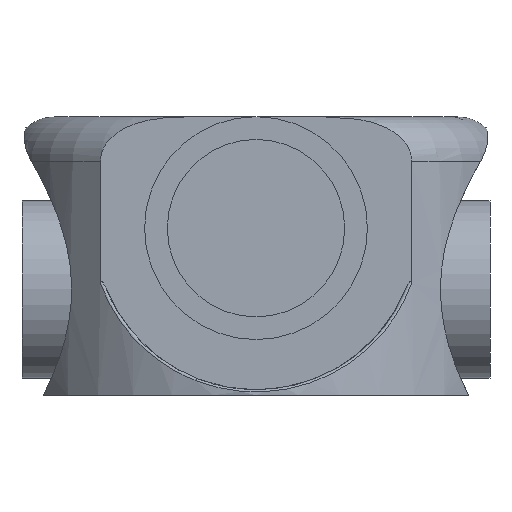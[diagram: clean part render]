
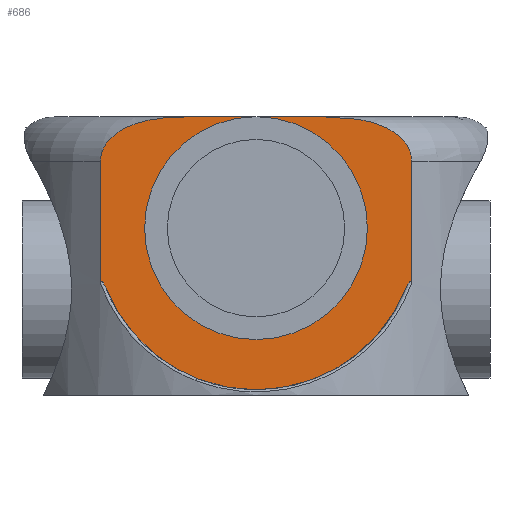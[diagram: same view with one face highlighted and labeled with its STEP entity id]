
A CAD part, front view. The second image highlights one B-rep face of the part: STEP entity #686.
In plain terms, the highlighted planar face has unit normal (0, -1, 0).
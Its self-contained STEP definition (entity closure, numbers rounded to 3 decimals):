
#50=LINE('',#1120,#75);
#51=LINE('',#1142,#76);
#56=LINE('',#1649,#81);
#57=LINE('',#1653,#82);
#75=VECTOR('',#820,10.);
#76=VECTOR('',#821,10.);
#81=VECTOR('',#874,10.);
#82=VECTOR('',#879,10.);
#97=PLANE('',#754);
#125=FACE_OUTER_BOUND('',#169,.T.);
#169=EDGE_LOOP('',(#556,#557,#558,#559,#560,#561,#562,#563,#564,#565,#566));
#215=CIRCLE('',#753,7.25);
#216=CIRCLE('',#755,5.);
#217=CIRCLE('',#756,5.);
#251=B_SPLINE_CURVE_WITH_KNOTS('',3,(#1177,#1178,#1179,#1180,#1181,#1182,
#1183,#1184,#1185,#1186,#1187,#1188),.UNSPECIFIED.,.F.,.F.,(4,2,2,2,2,4),
(0.743,0.777,0.814,0.912,
1.015,1.208),.UNSPECIFIED.);
#260=B_SPLINE_CURVE_WITH_KNOTS('',3,(#1324,#1325,#1326,#1327,#1328,#1329,
#1330,#1331,#1332,#1333,#1334,#1335),.UNSPECIFIED.,.F.,.F.,(4,2,2,2,2,4),
(1.763,1.957,2.059,2.157,2.194,
2.228),.UNSPECIFIED.);
#268=B_SPLINE_CURVE_WITH_KNOTS('',3,(#1544,#1545,#1546,#1547,#1548,#1549,
#1550,#1551,#1552,#1553,#1554,#1555,#1556,#1557,#1558,#1559,#1560,#1561,
#1562,#1563),.UNSPECIFIED.,.F.,.F.,(4,2,2,2,2,2,2,2,2,4),(0.,0.005,
0.007,0.008,0.008,0.009,
0.011,0.013,0.022,0.043),
 .UNSPECIFIED.);
#269=B_SPLINE_CURVE_WITH_KNOTS('',3,(#1614,#1615,#1616,#1617,#1618,#1619,
#1620,#1621,#1622,#1623,#1624,#1625,#1626,#1627,#1628,#1629,#1630,#1631),
 .UNSPECIFIED.,.F.,.F.,(4,2,2,2,2,2,2,2,4),(0.,0.034,0.042,
0.045,0.047,0.048,0.05,
0.053,0.063),.UNSPECIFIED.);
#298=VERTEX_POINT('',#1117);
#299=VERTEX_POINT('',#1119);
#301=VERTEX_POINT('',#1135);
#302=VERTEX_POINT('',#1141);
#304=VERTEX_POINT('',#1176);
#315=VERTEX_POINT('',#1322);
#322=VERTEX_POINT('',#1538);
#323=VERTEX_POINT('',#1613);
#324=VERTEX_POINT('',#1648);
#325=VERTEX_POINT('',#1650);
#369=EDGE_CURVE('',#298,#299,#50,.T.);
#372=EDGE_CURVE('',#301,#302,#51,.T.);
#377=EDGE_CURVE('',#302,#304,#251,.T.);
#395=EDGE_CURVE('',#315,#298,#260,.T.);
#408=EDGE_CURVE('',#322,#301,#268,.F.);
#409=EDGE_CURVE('',#299,#323,#269,.F.);
#411=EDGE_CURVE('',#322,#323,#215,.T.);
#412=EDGE_CURVE('',#324,#315,#56,.T.);
#413=EDGE_CURVE('',#324,#325,#216,.T.);
#414=EDGE_CURVE('',#325,#324,#217,.T.);
#415=EDGE_CURVE('',#304,#324,#57,.T.);
#556=ORIENTED_EDGE('',*,*,#411,.T.);
#557=ORIENTED_EDGE('',*,*,#409,.F.);
#558=ORIENTED_EDGE('',*,*,#369,.F.);
#559=ORIENTED_EDGE('',*,*,#395,.F.);
#560=ORIENTED_EDGE('',*,*,#412,.F.);
#561=ORIENTED_EDGE('',*,*,#413,.T.);
#562=ORIENTED_EDGE('',*,*,#414,.T.);
#563=ORIENTED_EDGE('',*,*,#415,.F.);
#564=ORIENTED_EDGE('',*,*,#377,.F.);
#565=ORIENTED_EDGE('',*,*,#372,.F.);
#566=ORIENTED_EDGE('',*,*,#408,.F.);
#686=ADVANCED_FACE('',(#125),#97,.F.);
#753=AXIS2_PLACEMENT_3D('',#1646,#870,#871);
#754=AXIS2_PLACEMENT_3D('',#1647,#872,#873);
#755=AXIS2_PLACEMENT_3D('',#1651,#875,#876);
#756=AXIS2_PLACEMENT_3D('',#1652,#877,#878);
#820=DIRECTION('',(0.,0.,-1.));
#821=DIRECTION('',(0.,0.,1.));
#870=DIRECTION('center_axis',(0.,-1.,0.));
#871=DIRECTION('ref_axis',(-1.,0.,0.));
#872=DIRECTION('center_axis',(0.,1.,0.));
#873=DIRECTION('ref_axis',(0.,0.,1.));
#874=DIRECTION('',(1.,0.,0.));
#875=DIRECTION('center_axis',(0.,1.,0.));
#876=DIRECTION('ref_axis',(-1.,0.,0.));
#877=DIRECTION('center_axis',(0.,1.,0.));
#878=DIRECTION('ref_axis',(-1.,0.,0.));
#879=DIRECTION('',(1.,0.,0.));
#1117=CARTESIAN_POINT('',(-68.018,487.862,110.442));
#1119=CARTESIAN_POINT('',(-68.018,487.862,104.961));
#1120=CARTESIAN_POINT('',(-68.018,487.862,106.282));
#1135=CARTESIAN_POINT('',(-81.982,487.862,104.961));
#1141=CARTESIAN_POINT('',(-81.982,487.862,110.442));
#1142=CARTESIAN_POINT('',(-81.982,487.862,106.282));
#1176=CARTESIAN_POINT('',(-77.958,487.862,112.442));
#1177=CARTESIAN_POINT('Ctrl Pts',(-81.982,487.862,110.442));
#1178=CARTESIAN_POINT('Ctrl Pts',(-81.982,487.862,110.556));
#1179=CARTESIAN_POINT('Ctrl Pts',(-81.963,487.862,110.691));
#1180=CARTESIAN_POINT('Ctrl Pts',(-81.897,487.862,110.919));
#1181=CARTESIAN_POINT('Ctrl Pts',(-81.835,487.862,111.055));
#1182=CARTESIAN_POINT('Ctrl Pts',(-81.599,487.862,111.438));
#1183=CARTESIAN_POINT('Ctrl Pts',(-81.3,487.862,111.693));
#1184=CARTESIAN_POINT('Ctrl Pts',(-80.721,487.862,112.028));
#1185=CARTESIAN_POINT('Ctrl Pts',(-80.335,487.862,112.166));
#1186=CARTESIAN_POINT('Ctrl Pts',(-79.376,487.862,112.399));
#1187=CARTESIAN_POINT('Ctrl Pts',(-78.603,487.862,112.442));
#1188=CARTESIAN_POINT('Ctrl Pts',(-77.958,487.862,112.442));
#1322=CARTESIAN_POINT('',(-72.042,487.862,112.442));
#1324=CARTESIAN_POINT('Ctrl Pts',(-72.042,487.862,112.442));
#1325=CARTESIAN_POINT('Ctrl Pts',(-71.397,487.862,112.442));
#1326=CARTESIAN_POINT('Ctrl Pts',(-70.624,487.862,112.399));
#1327=CARTESIAN_POINT('Ctrl Pts',(-69.665,487.862,112.166));
#1328=CARTESIAN_POINT('Ctrl Pts',(-69.279,487.862,112.028));
#1329=CARTESIAN_POINT('Ctrl Pts',(-68.7,487.862,111.693));
#1330=CARTESIAN_POINT('Ctrl Pts',(-68.401,487.862,111.438));
#1331=CARTESIAN_POINT('Ctrl Pts',(-68.165,487.862,111.055));
#1332=CARTESIAN_POINT('Ctrl Pts',(-68.103,487.862,110.919));
#1333=CARTESIAN_POINT('Ctrl Pts',(-68.038,487.862,110.691));
#1334=CARTESIAN_POINT('Ctrl Pts',(-68.018,487.862,110.556));
#1335=CARTESIAN_POINT('Ctrl Pts',(-68.018,487.862,110.442));
#1538=CARTESIAN_POINT('',(-81.731,487.862,104.748));
#1544=CARTESIAN_POINT('Ctrl Pts',(-81.982,487.862,104.961));
#1545=CARTESIAN_POINT('Ctrl Pts',(-81.982,487.862,104.977));
#1546=CARTESIAN_POINT('Ctrl Pts',(-81.981,487.862,105.));
#1547=CARTESIAN_POINT('Ctrl Pts',(-81.973,487.862,105.026));
#1548=CARTESIAN_POINT('Ctrl Pts',(-81.97,487.862,105.034));
#1549=CARTESIAN_POINT('Ctrl Pts',(-81.963,487.862,105.044));
#1550=CARTESIAN_POINT('Ctrl Pts',(-81.96,487.862,105.047));
#1551=CARTESIAN_POINT('Ctrl Pts',(-81.953,487.862,105.051));
#1552=CARTESIAN_POINT('Ctrl Pts',(-81.95,487.862,105.053));
#1553=CARTESIAN_POINT('Ctrl Pts',(-81.943,487.862,105.054));
#1554=CARTESIAN_POINT('Ctrl Pts',(-81.939,487.862,105.054));
#1555=CARTESIAN_POINT('Ctrl Pts',(-81.93,487.862,105.052));
#1556=CARTESIAN_POINT('Ctrl Pts',(-81.925,487.862,105.05));
#1557=CARTESIAN_POINT('Ctrl Pts',(-81.91,487.862,105.042));
#1558=CARTESIAN_POINT('Ctrl Pts',(-81.9,487.862,105.034));
#1559=CARTESIAN_POINT('Ctrl Pts',(-81.866,487.862,105.001));
#1560=CARTESIAN_POINT('Ctrl Pts',(-81.842,487.862,104.965));
#1561=CARTESIAN_POINT('Ctrl Pts',(-81.793,487.862,104.887));
#1562=CARTESIAN_POINT('Ctrl Pts',(-81.759,487.862,104.819));
#1563=CARTESIAN_POINT('Ctrl Pts',(-81.731,487.862,104.748));
#1613=CARTESIAN_POINT('',(-68.269,487.862,104.748));
#1614=CARTESIAN_POINT('Ctrl Pts',(-68.269,487.862,104.748));
#1615=CARTESIAN_POINT('Ctrl Pts',(-68.227,487.862,104.853));
#1616=CARTESIAN_POINT('Ctrl Pts',(-68.171,487.862,104.956));
#1617=CARTESIAN_POINT('Ctrl Pts',(-68.112,487.862,105.023));
#1618=CARTESIAN_POINT('Ctrl Pts',(-68.098,487.862,105.037));
#1619=CARTESIAN_POINT('Ctrl Pts',(-68.078,487.862,105.049));
#1620=CARTESIAN_POINT('Ctrl Pts',(-68.072,487.862,105.052));
#1621=CARTESIAN_POINT('Ctrl Pts',(-68.061,487.862,105.054));
#1622=CARTESIAN_POINT('Ctrl Pts',(-68.057,487.862,105.054));
#1623=CARTESIAN_POINT('Ctrl Pts',(-68.05,487.862,105.053));
#1624=CARTESIAN_POINT('Ctrl Pts',(-68.047,487.862,105.051));
#1625=CARTESIAN_POINT('Ctrl Pts',(-68.04,487.862,105.047));
#1626=CARTESIAN_POINT('Ctrl Pts',(-68.037,487.862,105.044));
#1627=CARTESIAN_POINT('Ctrl Pts',(-68.031,487.862,105.036));
#1628=CARTESIAN_POINT('Ctrl Pts',(-68.028,487.862,105.03));
#1629=CARTESIAN_POINT('Ctrl Pts',(-68.019,487.862,105.004));
#1630=CARTESIAN_POINT('Ctrl Pts',(-68.018,487.862,104.978));
#1631=CARTESIAN_POINT('Ctrl Pts',(-68.018,487.862,104.961));
#1646=CARTESIAN_POINT('Origin',(-75.,487.862,107.442));
#1647=CARTESIAN_POINT('Origin',(-75.,487.862,107.442));
#1648=CARTESIAN_POINT('',(-75.,487.862,112.442));
#1649=CARTESIAN_POINT('',(-72.,487.862,112.442));
#1650=CARTESIAN_POINT('',(-70.,487.862,107.442));
#1651=CARTESIAN_POINT('Origin',(-75.,487.862,107.442));
#1652=CARTESIAN_POINT('Origin',(-75.,487.862,107.442));
#1653=CARTESIAN_POINT('',(-72.,487.862,112.442));
